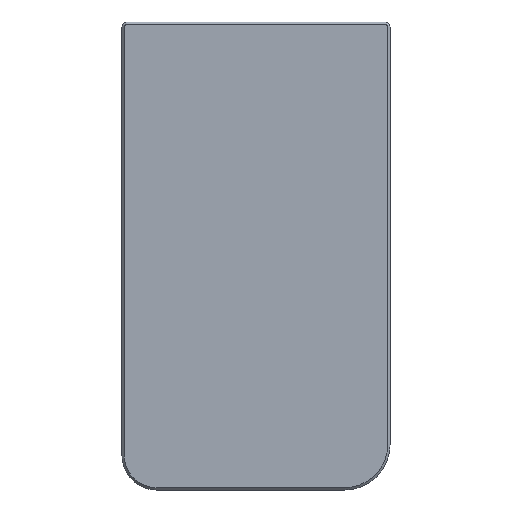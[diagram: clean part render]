
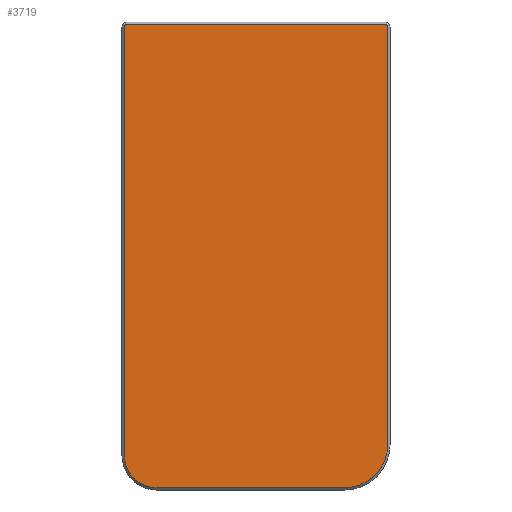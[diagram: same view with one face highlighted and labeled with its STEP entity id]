
A CAD part, top view. The second image highlights one B-rep face of the part: STEP entity #3719.
In plain terms, the highlighted planar face has unit normal (0, 0, 1).
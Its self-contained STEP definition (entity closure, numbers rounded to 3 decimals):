
#351=FACE_OUTER_BOUND('',#564,.T.);
#564=EDGE_LOOP('',(#3237,#3238,#3239,#3240,#3241,#3242,#3243,#3244));
#880=LINE('',#6551,#1227);
#884=LINE('',#6563,#1231);
#888=LINE('',#6575,#1235);
#892=LINE('',#6586,#1239);
#1227=VECTOR('',#4969,10.);
#1231=VECTOR('',#4981,10.);
#1235=VECTOR('',#4993,10.);
#1239=VECTOR('',#5005,10.);
#1412=CIRCLE('',#4055,0.7);
#1413=CIRCLE('',#4058,9.5);
#1415=CIRCLE('',#4062,7.);
#1418=CIRCLE('',#4067,0.7);
#1727=VERTEX_POINT('',#6541);
#1730=VERTEX_POINT('',#6546);
#1731=VERTEX_POINT('',#6550);
#1733=VERTEX_POINT('',#6556);
#1735=VERTEX_POINT('',#6562);
#1737=VERTEX_POINT('',#6568);
#1739=VERTEX_POINT('',#6574);
#1741=VERTEX_POINT('',#6580);
#2228=EDGE_CURVE('',#1730,#1727,#1412,.T.);
#2229=EDGE_CURVE('',#1727,#1731,#880,.T.);
#2232=EDGE_CURVE('',#1731,#1733,#1413,.T.);
#2235=EDGE_CURVE('',#1733,#1735,#884,.T.);
#2238=EDGE_CURVE('',#1735,#1737,#1415,.T.);
#2241=EDGE_CURVE('',#1737,#1739,#888,.T.);
#2246=EDGE_CURVE('',#1739,#1741,#1418,.T.);
#2247=EDGE_CURVE('',#1741,#1730,#892,.T.);
#3237=ORIENTED_EDGE('',*,*,#2228,.F.);
#3238=ORIENTED_EDGE('',*,*,#2247,.F.);
#3239=ORIENTED_EDGE('',*,*,#2246,.F.);
#3240=ORIENTED_EDGE('',*,*,#2241,.F.);
#3241=ORIENTED_EDGE('',*,*,#2238,.F.);
#3242=ORIENTED_EDGE('',*,*,#2235,.F.);
#3243=ORIENTED_EDGE('',*,*,#2232,.F.);
#3244=ORIENTED_EDGE('',*,*,#2229,.F.);
#3529=PLANE('',#4079);
#3719=ADVANCED_FACE('',(#351),#3529,.T.);
#4055=AXIS2_PLACEMENT_3D('',#6548,#4965,#4966);
#4058=AXIS2_PLACEMENT_3D('',#6557,#4974,#4975);
#4062=AXIS2_PLACEMENT_3D('',#6569,#4986,#4987);
#4067=AXIS2_PLACEMENT_3D('',#6584,#5001,#5002);
#4079=AXIS2_PLACEMENT_3D('',#6620,#5038,#5039);
#4965=DIRECTION('center_axis',(0.,0.,-1.));
#4966=DIRECTION('ref_axis',(0.707,0.707,0.));
#4969=DIRECTION('',(0.,-1.,0.));
#4974=DIRECTION('center_axis',(0.,0.,-1.));
#4975=DIRECTION('ref_axis',(0.,-1.,0.));
#4981=DIRECTION('',(-1.,0.,0.));
#4986=DIRECTION('center_axis',(0.,0.,-1.));
#4987=DIRECTION('ref_axis',(-1.,0.,0.));
#4993=DIRECTION('',(0.,1.,0.));
#5001=DIRECTION('center_axis',(0.,0.,-1.));
#5002=DIRECTION('ref_axis',(-0.707,0.707,0.));
#5005=DIRECTION('',(1.,0.,0.));
#5038=DIRECTION('center_axis',(0.,0.,1.));
#5039=DIRECTION('ref_axis',(-1.,0.,0.));
#6541=CARTESIAN_POINT('',(60.139,-0.803,14.));
#6546=CARTESIAN_POINT('',(59.439,-0.103,14.));
#6548=CARTESIAN_POINT('Origin',(59.439,-0.803,14.));
#6550=CARTESIAN_POINT('',(60.139,-92.603,14.));
#6551=CARTESIAN_POINT('',(60.139,-25.353,14.));
#6556=CARTESIAN_POINT('',(50.639,-102.103,14.));
#6557=CARTESIAN_POINT('Origin',(50.639,-92.603,14.));
#6562=CARTESIAN_POINT('',(9.139,-102.103,14.));
#6563=CARTESIAN_POINT('',(40.889,-102.103,14.));
#6568=CARTESIAN_POINT('',(2.139,-95.103,14.));
#6569=CARTESIAN_POINT('Origin',(9.139,-95.103,14.));
#6574=CARTESIAN_POINT('',(2.139,-0.803,14.));
#6575=CARTESIAN_POINT('',(2.139,-73.103,14.));
#6580=CARTESIAN_POINT('',(2.839,-0.103,14.));
#6584=CARTESIAN_POINT('Origin',(2.839,-0.803,14.));
#6586=CARTESIAN_POINT('',(16.389,-0.103,14.));
#6620=CARTESIAN_POINT('Origin',(31.139,-51.103,14.));
